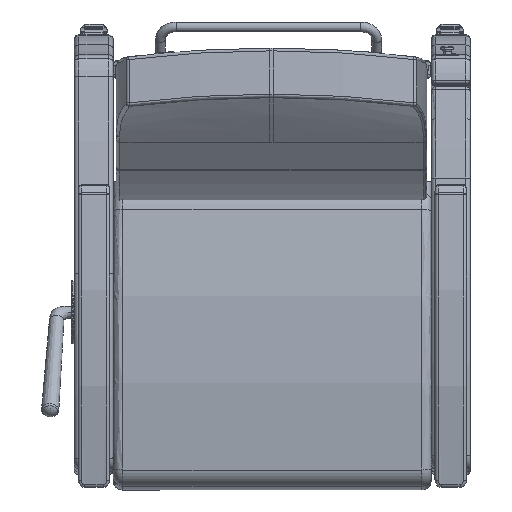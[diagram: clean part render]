
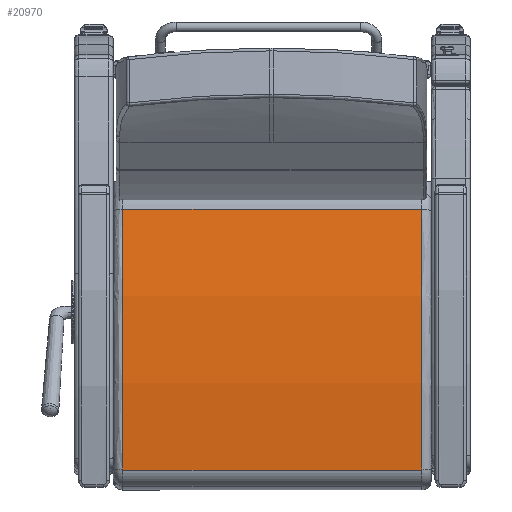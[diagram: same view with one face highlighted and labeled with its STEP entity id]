
A CAD part, front view. The second image highlights one B-rep face of the part: STEP entity #20970.
In plain terms, the highlighted free-form (B-spline) face has degree [1, 2] with [2, 3] control points.
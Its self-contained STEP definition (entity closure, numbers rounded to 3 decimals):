
#764=(
BOUNDED_SURFACE()
B_SPLINE_SURFACE(1,2,((#31856,#31857,#31858),(#31859,#31860,#31861)),
 .UNSPECIFIED.,.F.,.F.,.F.)
B_SPLINE_SURFACE_WITH_KNOTS((2,2),(3,3),(-0.193,0.193),
(1.362,1.699),.UNSPECIFIED.)
GEOMETRIC_REPRESENTATION_ITEM()
RATIONAL_B_SPLINE_SURFACE(((1.,0.986,1.),(1.,0.986,
1.)))
REPRESENTATION_ITEM('')
SURFACE()
);
#1327=ELLIPSE('',#22622,60.054,60.);
#1337=ELLIPSE('',#22650,60.054,60.);
#2328=FACE_OUTER_BOUND('',#3576,.T.);
#3576=EDGE_LOOP('',(#14684,#14685,#14686,#14687));
#4994=LINE('',#31854,#6456);
#4995=LINE('',#31863,#6457);
#6456=VECTOR('',#25260,0.394);
#6457=VECTOR('',#25263,0.394);
#9113=VERTEX_POINT('',#31646);
#9114=VERTEX_POINT('',#31647);
#9139=VERTEX_POINT('',#31853);
#9140=VERTEX_POINT('',#31862);
#11358=EDGE_CURVE('',#9113,#9114,#1327,.T.);
#11396=EDGE_CURVE('',#9114,#9139,#4994,.T.);
#11398=EDGE_CURVE('',#9113,#9140,#4995,.T.);
#11399=EDGE_CURVE('',#9139,#9140,#1337,.T.);
#14684=ORIENTED_EDGE('',*,*,#11358,.F.);
#14685=ORIENTED_EDGE('',*,*,#11398,.T.);
#14686=ORIENTED_EDGE('',*,*,#11399,.F.);
#14687=ORIENTED_EDGE('',*,*,#11396,.F.);
#20970=ADVANCED_FACE('',(#2328),#764,.F.);
#22622=AXIS2_PLACEMENT_3D('',#31648,#25192,#25193);
#22650=AXIS2_PLACEMENT_3D('',#31864,#25264,#25265);
#25192=DIRECTION('center_axis',(0.,0.,-1.));
#25193=DIRECTION('ref_axis',(1.,0.,0.));
#25260=DIRECTION('',(0.,0.,1.));
#25263=DIRECTION('',(0.,0.,1.));
#25264=DIRECTION('center_axis',(0.,0.,1.));
#25265=DIRECTION('ref_axis',(1.,0.,0.));
#31646=CARTESIAN_POINT('',(-10.045,1.256,-11.563));
#31647=CARTESIAN_POINT('',(10.111,0.445,-11.563));
#31648=CARTESIAN_POINT('Origin',(-2.35,-58.249,-11.563));
#31853=CARTESIAN_POINT('',(10.111,0.445,11.563));
#31854=CARTESIAN_POINT('',(10.111,0.445,0.));
#31856=CARTESIAN_POINT('Ctrl Pts',(10.111,0.445,-11.563));
#31857=CARTESIAN_POINT('Ctrl Pts',(0.103,2.566,-11.563));
#31858=CARTESIAN_POINT('Ctrl Pts',(-10.045,1.256,-11.563));
#31859=CARTESIAN_POINT('Ctrl Pts',(10.111,0.445,11.563));
#31860=CARTESIAN_POINT('Ctrl Pts',(0.103,2.566,11.563));
#31861=CARTESIAN_POINT('Ctrl Pts',(-10.045,1.256,11.563));
#31862=CARTESIAN_POINT('',(-10.045,1.256,11.563));
#31863=CARTESIAN_POINT('',(-10.045,1.256,0.));
#31864=CARTESIAN_POINT('Origin',(-2.35,-58.249,11.563));
